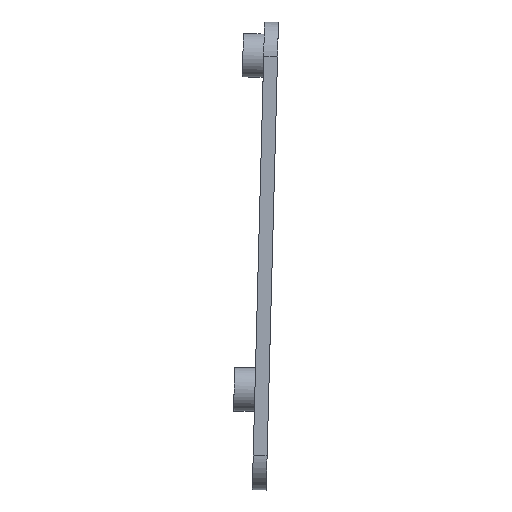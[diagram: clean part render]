
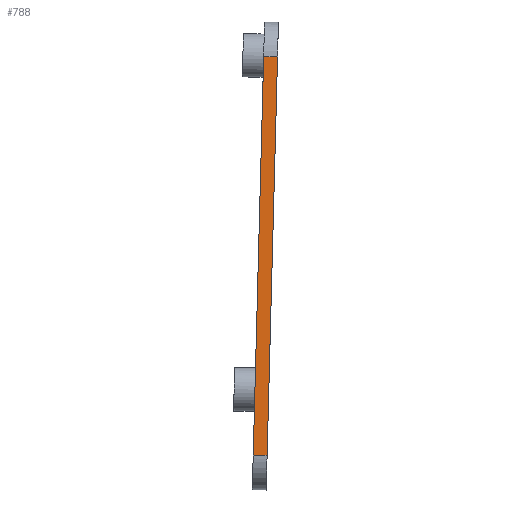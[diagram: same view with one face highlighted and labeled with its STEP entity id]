
A CAD part, left-side view. The second image highlights one B-rep face of the part: STEP entity #788.
In plain terms, the highlighted planar face has unit normal (-1, 0, 0).
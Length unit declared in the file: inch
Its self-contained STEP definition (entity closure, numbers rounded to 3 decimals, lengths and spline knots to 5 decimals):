
#148=FACE_OUTER_BOUND('',#194,.T.);
#194=EDGE_LOOP('',(#651,#652,#653,#654));
#268=LINE('',#1467,#328);
#269=LINE('',#1470,#329);
#270=LINE('',#1472,#330);
#271=LINE('',#1473,#331);
#328=VECTOR('',#1068,0.3937);
#329=VECTOR('',#1071,0.3937);
#330=VECTOR('',#1072,0.3937);
#331=VECTOR('',#1073,0.3937);
#401=VERTEX_POINT('',#1463);
#402=VERTEX_POINT('',#1465);
#403=VERTEX_POINT('',#1469);
#404=VERTEX_POINT('',#1471);
#504=EDGE_CURVE('',#401,#402,#268,.T.);
#505=EDGE_CURVE('',#403,#401,#269,.T.);
#506=EDGE_CURVE('',#404,#402,#270,.T.);
#507=EDGE_CURVE('',#403,#404,#271,.T.);
#651=ORIENTED_EDGE('',*,*,#505,.T.);
#652=ORIENTED_EDGE('',*,*,#504,.T.);
#653=ORIENTED_EDGE('',*,*,#506,.F.);
#654=ORIENTED_EDGE('',*,*,#507,.F.);
#748=PLANE('',#875);
#788=ADVANCED_FACE('',(#148),#748,.T.);
#875=AXIS2_PLACEMENT_3D('',#1468,#1069,#1070);
#1068=DIRECTION('',(0.,1.,0.026));
#1069=DIRECTION('center_axis',(-1.,0.,0.));
#1070=DIRECTION('ref_axis',(0.,-0.026,1.));
#1071=DIRECTION('',(0.,-0.026,1.));
#1072=DIRECTION('',(0.,-0.026,1.));
#1073=DIRECTION('',(0.,1.,0.026));
#1463=CARTESIAN_POINT('',(-1.48217,0.0515,3.30449));
#1465=CARTESIAN_POINT('',(-1.48217,0.13147,3.30659));
#1467=CARTESIAN_POINT('',(-1.48217,0.0515,3.30449));
#1468=CARTESIAN_POINT('Origin',(-1.48217,0.11168,1.00607));
#1469=CARTESIAN_POINT('',(-1.48217,0.11168,1.00607));
#1470=CARTESIAN_POINT('',(-1.48217,0.11168,1.00607));
#1471=CARTESIAN_POINT('',(-1.48217,0.19166,1.00816));
#1472=CARTESIAN_POINT('',(-1.48217,0.19166,1.00816));
#1473=CARTESIAN_POINT('',(-1.48217,0.11168,1.00607));
